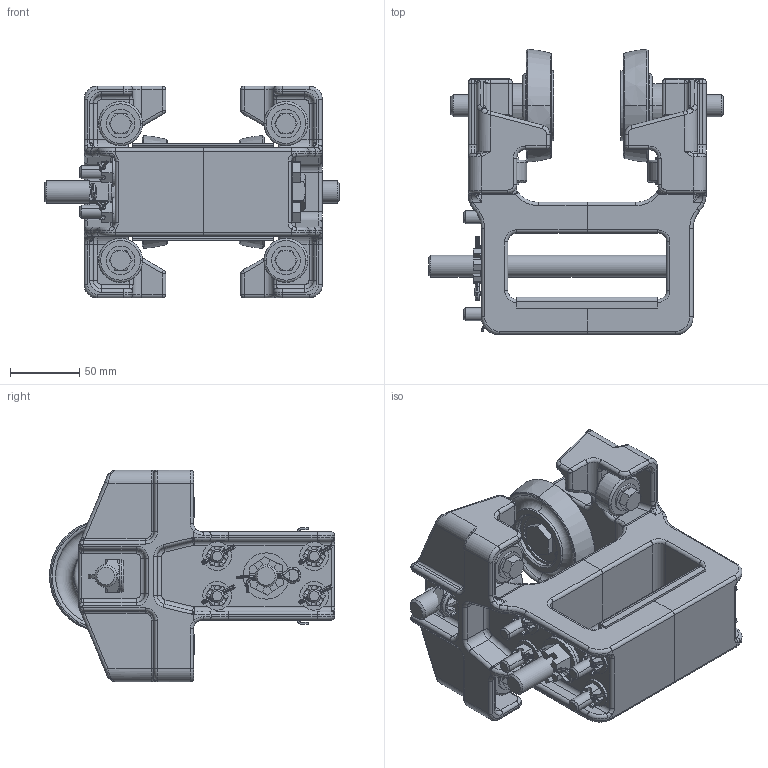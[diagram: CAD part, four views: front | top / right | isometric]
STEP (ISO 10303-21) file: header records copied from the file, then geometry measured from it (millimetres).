
FILE_DESCRIPTION((''),'2;1');
FILE_NAME('10231.stp','2011-03-30T14:15:01',('jholman'),(''),'Autodesk Inventor 2011','Autodesk Inventor 2011','');
FILE_SCHEMA(('AUTOMOTIVE_DESIGN { 1 0 10303 214 1 1 1 1 }'));
Length unit declared in the file: inch
Products named in the file (23): 10231; 3D11U5B4D; 3D11CHB4C; 3D1177B4C; 3D11A6B4A; 3D11W6B4B; 3D11K7B4B; 3D11Q6B4B; 3D1144G4A; Type A - Plain Washer (Inch) 5/8 - narrow - Type A; 3D1134G4A; Hex Cap Screw - UNC (Regular Thread - Inch) 5/8-11 UNC - 7; 3D1124B4A; 3D11X2B4A; 3D1149B4C; 3D112HB4B; 3D11X6B4A; 3D1153B4A; Hex Bolt - Inch 3/8-16 UNC - 2; Hex Nut - UNC (Regular Thread - Inch) 3/8 - 16; Pin - Cotter - Extended Prong Square Cut Type (Inch)  ANSI B18.8.1 3/32 x 3/4 Extended Prong Square Cut Type; Slotted Hex Nut - UNC (Regular Thread - Inch) 3/8 - 16; 3D1113B4B
Assembly tree (47 placements, depth 3):
  10231
    3D11U5B4D  x2
    3D11CHB4C  x2
      3D1177B4C
      3D11A6B4A
      3D11W6B4B
      3D11K7B4B
      3D11Q6B4B
    3D1144G4A  x2
    Type A - Plain Washer (Inch) 5/8 - narrow - Type A  x2
    3D1134G4A  x2
    Hex Cap Screw - UNC (Regular Thread - Inch) 5/8-11 UNC - 7
    3D1124B4A
    3D11X2B4A
    3D1149B4C
    3D112HB4B  x4
      3D11X6B4A
      3D1153B4A
      Hex Bolt - Inch 3/8-16 UNC - 2
    Hex Nut - UNC (Regular Thread - Inch) 3/8 - 16  x4
    Pin - Cotter - Extended Prong Square Cut Type (Inch)  ANSI B18.8.1 3/32 x 3/4 Extended Prong Square Cut Type  x4
    Slotted Hex Nut - UNC (Regular Thread - Inch) 3/8 - 16  x4
    3D1153B4A  x4
    3D1113B4B  x4
Bounding box: 212.43 x 205.47 x 152.4 mm (x, y, z)
Volume: 1154970.9 mm3; surface area: 339454.6 mm2
Topology: 58 solids, 58 shells, 2307 faces, 5409 edges, 3149 vertices
Faces by surface type: cylinder 711, plane 583, bspline 406, torus 290, cone 209, sphere 108
Full cylindrical faces by diameter (mm): 3.969 x1, 7.798 x8, 9.525 x8, 9.855 x4, 10.319 x8, 13.386 x2, 14.275 x4, 14.351 x2, 15.862 x2, 15.875 x1, 16.272 x4, 16.612 x2, 16.662 x2, 16.98 x2, 17.374 x2, 21.431 x1, 23.114 x2, 25.4 x2, 33.325 x2, 40.005 x2
Entity records: 32601 total; most frequent: CARTESIAN_POINT 10179, DIRECTION 4659, ORIENTED_EDGE 4448, EDGE_CURVE 2224, AXIS2_PLACEMENT_3D 1947, VERTEX_POINT 1343, EDGE_LOOP 1065, CIRCLE 1045
